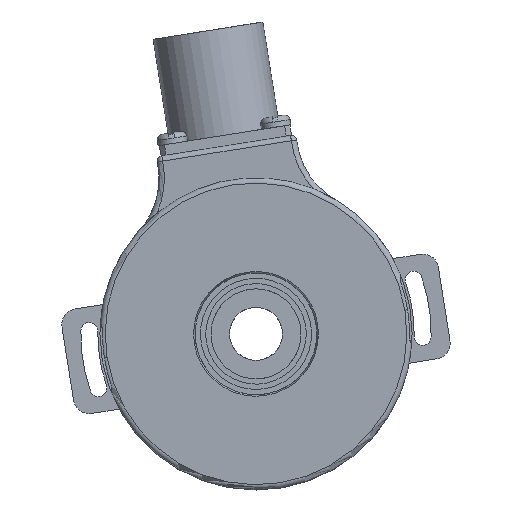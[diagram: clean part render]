
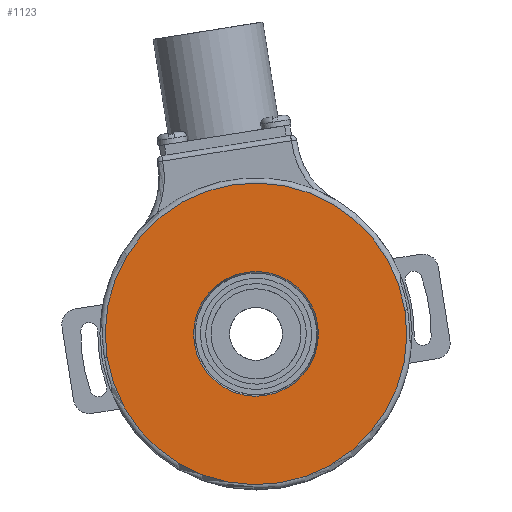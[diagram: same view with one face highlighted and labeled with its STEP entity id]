
A CAD part, front view. The second image highlights one B-rep face of the part: STEP entity #1123.
In plain terms, the highlighted face is planar.
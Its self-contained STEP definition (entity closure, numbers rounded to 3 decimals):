
#448 = AXIS2_PLACEMENT_3D ( 'NONE', #9077, #9078, #9079 ) ;
#1123 = ADVANCED_FACE ( 'NONE', ( #8102, #8103 ), #9076, .F. ) ;
#3418 = VERTEX_POINT ( 'NONE', #12934 ) ;
#3419 = VERTEX_POINT ( 'NONE', #12935 ) ;
#3428 = VERTEX_POINT ( 'NONE', #12944 ) ;
#3429 = VERTEX_POINT ( 'NONE', #12945 ) ;
#4465 = EDGE_CURVE ( 'NONE', #3418, #3419, #14680, .T. ) ;
#4476 = EDGE_CURVE ( 'NONE', #3429, #3428, #14687, .T. ) ;
#4498 = EDGE_CURVE ( 'NONE', #3428, #3429, #14719, .T. ) ;
#4513 = EDGE_CURVE ( 'NONE', #3419, #3418, #14746, .T. ) ;
#5014 = EDGE_LOOP ( 'NONE', ( #6177, #6178 ) ) ;
#5015 = EDGE_LOOP ( 'NONE', ( #6179, #6180 ) ) ;
#6177 = ORIENTED_EDGE ( 'NONE', *, *, #4513, .F. ) ;
#6178 = ORIENTED_EDGE ( 'NONE', *, *, #4465, .F. ) ;
#6179 = ORIENTED_EDGE ( 'NONE', *, *, #4476, .T. ) ;
#6180 = ORIENTED_EDGE ( 'NONE', *, *, #4498, .T. ) ;
#8102 = FACE_BOUND ( 'NONE', #5014, .T. ) ;
#8103 = FACE_OUTER_BOUND ( 'NONE', #5015, .T. ) ;
#9076 = PLANE ( 'NONE',  #448 ) ;
#9077 = CARTESIAN_POINT ( 'NONE',  ( 11.791, 0., 0. ) ) ;
#9078 = DIRECTION ( 'NONE',  ( 0., -1., 0. ) ) ;
#9079 = DIRECTION ( 'NONE',  ( 1., 0., 0. ) ) ;
#12934 = CARTESIAN_POINT ( 'NONE',  ( 11.791, 0., 0. ) ) ;
#12935 = CARTESIAN_POINT ( 'NONE',  ( -11.791, 0., 0. ) ) ;
#12944 = CARTESIAN_POINT ( 'NONE',  ( 28.5, 0., 0. ) ) ;
#12945 = CARTESIAN_POINT ( 'NONE',  ( -28.5, 0., 0. ) ) ;
#14680 = CIRCLE ( 'NONE', #14681, 11.791 ) ;
#14681 = AXIS2_PLACEMENT_3D ( 'NONE', #15831, #15832, #15833 ) ;
#14687 = CIRCLE ( 'NONE', #14700, 28.5 ) ;
#14700 = AXIS2_PLACEMENT_3D ( 'NONE', #15859, #15860, #15861 ) ;
#14719 = CIRCLE ( 'NONE', #14724, 28.5 ) ;
#14724 = AXIS2_PLACEMENT_3D ( 'NONE', #15997, #15998, #15999 ) ;
#14746 = CIRCLE ( 'NONE', #14753, 11.791 ) ;
#14753 = AXIS2_PLACEMENT_3D ( 'NONE', #16041, #16042, #16043 ) ;
#15831 = CARTESIAN_POINT ( 'NONE',  ( 0., 0., 0. ) ) ;
#15832 = DIRECTION ( 'NONE',  ( 0., 1., 0. ) ) ;
#15833 = DIRECTION ( 'NONE',  ( -1., 0., 0. ) ) ;
#15859 = CARTESIAN_POINT ( 'NONE',  ( 0., 0., 0. ) ) ;
#15860 = DIRECTION ( 'NONE',  ( 0., 1., 0. ) ) ;
#15861 = DIRECTION ( 'NONE',  ( -1., 0., 0. ) ) ;
#15997 = CARTESIAN_POINT ( 'NONE',  ( 0., 0., 0. ) ) ;
#15998 = DIRECTION ( 'NONE',  ( 0., 1., 0. ) ) ;
#15999 = DIRECTION ( 'NONE',  ( -1., 0., 0. ) ) ;
#16041 = CARTESIAN_POINT ( 'NONE',  ( 0., 0., 0. ) ) ;
#16042 = DIRECTION ( 'NONE',  ( 0., 1., 0. ) ) ;
#16043 = DIRECTION ( 'NONE',  ( -1., 0., 0. ) ) ;
